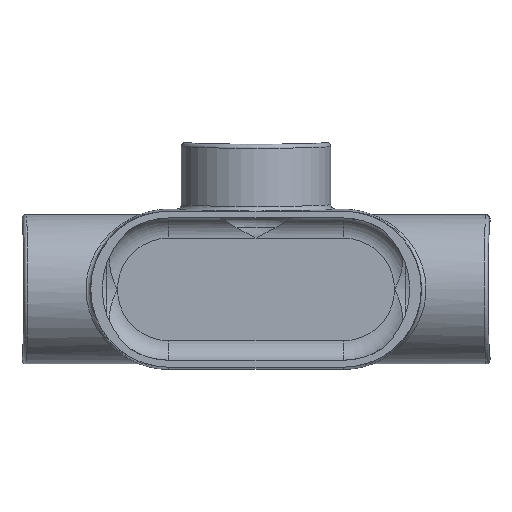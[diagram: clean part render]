
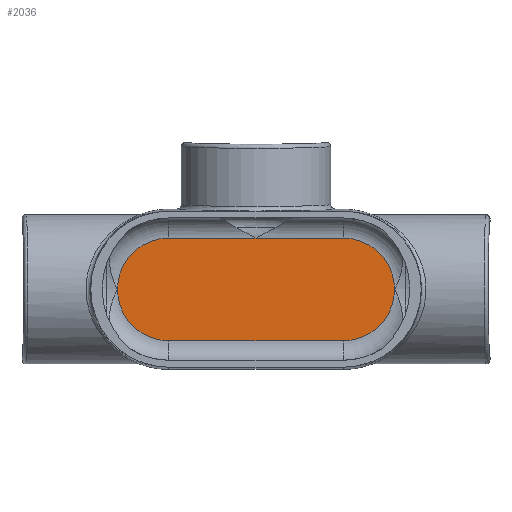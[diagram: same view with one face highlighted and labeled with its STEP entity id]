
A CAD part, top view. The second image highlights one B-rep face of the part: STEP entity #2036.
In plain terms, the highlighted planar face has unit normal (0, 0, 1).
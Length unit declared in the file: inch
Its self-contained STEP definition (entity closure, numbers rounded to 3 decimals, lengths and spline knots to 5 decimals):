
#170=CIRCLE('',#2287,1.39766);
#171=CIRCLE('',#2289,1.39766);
#177=CIRCLE('',#2305,1.39766);
#178=CIRCLE('',#2307,1.39766);
#221=PLANE('',#2314);
#292=LINE('',#8873,#380);
#293=LINE('',#8875,#381);
#297=LINE('',#8895,#385);
#380=VECTOR('',#2853,2.375);
#381=VECTOR('',#2856,2.375);
#385=VECTOR('',#2888,4.75);
#588=FACE_OUTER_BOUND('',#714,.T.);
#714=EDGE_LOOP('',(#1824,#1825,#1826,#1827,#1828,#1829,#1830));
#855=VERTEX_POINT('',#3581);
#905=VERTEX_POINT('',#3935);
#959=VERTEX_POINT('',#8840);
#960=VERTEX_POINT('',#8844);
#962=VERTEX_POINT('',#8855);
#964=VERTEX_POINT('',#8871);
#966=VERTEX_POINT('',#8884);
#1240=EDGE_CURVE('',#959,#855,#170,.F.);
#1241=EDGE_CURVE('',#855,#960,#171,.F.);
#1250=EDGE_CURVE('',#964,#962,#292,.T.);
#1251=EDGE_CURVE('',#962,#959,#293,.T.);
#1256=EDGE_CURVE('',#966,#905,#177,.F.);
#1257=EDGE_CURVE('',#905,#964,#178,.F.);
#1260=EDGE_CURVE('',#960,#966,#297,.T.);
#1824=ORIENTED_EDGE('',*,*,#1241,.F.);
#1825=ORIENTED_EDGE('',*,*,#1240,.F.);
#1826=ORIENTED_EDGE('',*,*,#1251,.F.);
#1827=ORIENTED_EDGE('',*,*,#1250,.F.);
#1828=ORIENTED_EDGE('',*,*,#1257,.F.);
#1829=ORIENTED_EDGE('',*,*,#1256,.F.);
#1830=ORIENTED_EDGE('',*,*,#1260,.F.);
#2036=ADVANCED_FACE('',(#588),#221,.T.);
#2287=AXIS2_PLACEMENT_3D('',#8842,#2828,#2829);
#2289=AXIS2_PLACEMENT_3D('',#8845,#2832,#2833);
#2305=AXIS2_PLACEMENT_3D('',#8886,#2871,#2872);
#2307=AXIS2_PLACEMENT_3D('',#8888,#2875,#2876);
#2314=AXIS2_PLACEMENT_3D('',#8898,#2892,#2893);
#2828=DIRECTION('center_axis',(0.,0.,1.));
#2829=DIRECTION('ref_axis',(1.,0.,0.));
#2832=DIRECTION('center_axis',(0.,0.,1.));
#2833=DIRECTION('ref_axis',(1.,0.,0.));
#2853=DIRECTION('',(1.,0.,0.));
#2856=DIRECTION('',(1.,0.,0.));
#2871=DIRECTION('center_axis',(0.,0.,1.));
#2872=DIRECTION('ref_axis',(1.,0.,0.));
#2875=DIRECTION('center_axis',(0.,0.,1.));
#2876=DIRECTION('ref_axis',(1.,0.,0.));
#2888=DIRECTION('',(-1.,0.,0.));
#2892=DIRECTION('center_axis',(0.,0.,1.));
#2893=DIRECTION('ref_axis',(1.,0.,0.));
#3581=CARTESIAN_POINT('',(3.77266,0.,-1.9375));
#3935=CARTESIAN_POINT('',(-3.77266,0.,-1.9375));
#8840=CARTESIAN_POINT('',(2.375,1.39766,-1.9375));
#8842=CARTESIAN_POINT('Origin',(2.375,0.,-1.9375));
#8844=CARTESIAN_POINT('',(2.375,-1.39766,-1.9375));
#8845=CARTESIAN_POINT('Origin',(2.375,0.,-1.9375));
#8855=CARTESIAN_POINT('',(0.,1.39766,-1.9375));
#8871=CARTESIAN_POINT('',(-2.375,1.39766,-1.9375));
#8873=CARTESIAN_POINT('',(-2.375,1.39766,-1.9375));
#8875=CARTESIAN_POINT('',(0.,1.39766,-1.9375));
#8884=CARTESIAN_POINT('',(-2.375,-1.39766,-1.9375));
#8886=CARTESIAN_POINT('Origin',(-2.375,0.,-1.9375));
#8888=CARTESIAN_POINT('Origin',(-2.375,0.,-1.9375));
#8895=CARTESIAN_POINT('',(2.375,-1.39766,-1.9375));
#8898=CARTESIAN_POINT('Origin',(2.375,0.,-1.9375));
